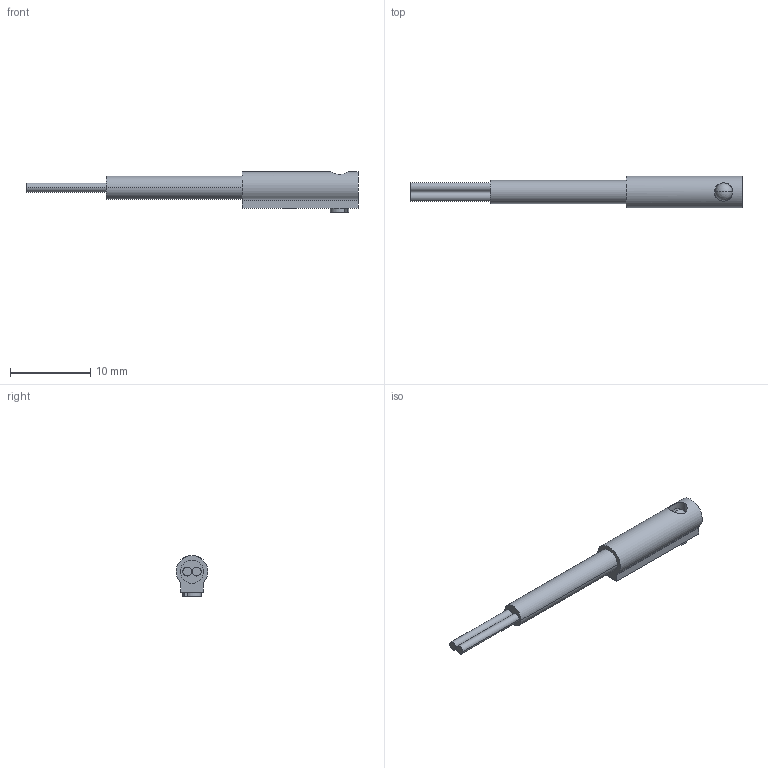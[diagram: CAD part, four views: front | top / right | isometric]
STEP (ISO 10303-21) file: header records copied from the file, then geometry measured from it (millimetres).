
FILE_DESCRIPTION((''),'2;1');
FILE_NAME('BO-07R-15','2020-05-25T15:39:54',('Administrator'),(''),'CREO PARAMETRIC BY PTC INC, 2018400','CREO PARAMETRIC BY PTC INC, 2018400','');
FILE_SCHEMA(('AUTOMOTIVE_DESIGN { 1 0 10303 214 1 1 1 1 }'));
Length unit declared in the file: millimetre
Products named in the file (1): BO-07R-15
Bounding box: 41.5 x 4 x 5.1 mm (x, y, z)
Volume: 342.7 mm3; surface area: 491.3 mm2
Topology: 1 solids, 1 shells, 38 faces, 84 edges, 53 vertices
Faces by surface type: plane 19, cylinder 17, sphere 2
Entity records: 1285 total; most frequent: CARTESIAN_POINT 211, DIRECTION 190, ORIENTED_EDGE 164, EDGE_CURVE 82, AXIS2_PLACEMENT_3D 72, VERTEX_POINT 53, VECTOR 46, LINE 46
